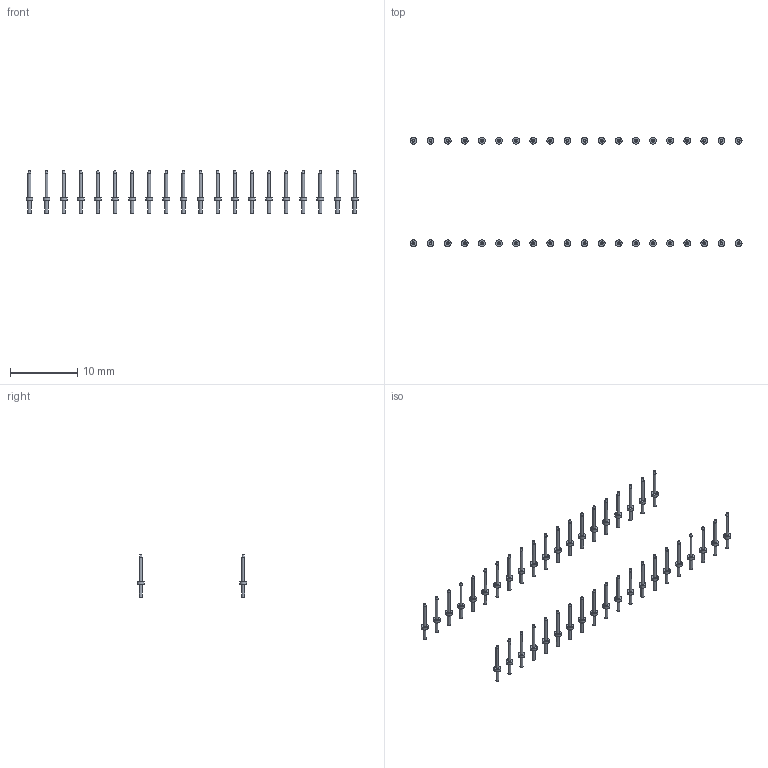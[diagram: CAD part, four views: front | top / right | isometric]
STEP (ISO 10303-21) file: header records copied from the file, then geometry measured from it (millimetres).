
FILE_DESCRIPTION(('FreeCAD Model'),'2;1');
FILE_NAME('Open CASCADE Shape Model','2022-09-06T06:34:04',(''),(''), 'Open CASCADE STEP processor 7.5','FreeCAD','Unknown');
FILE_SCHEMA(('AUTOMOTIVE_DESIGN { 1 0 10303 214 1 1 1 1 }'));
Length unit declared in the file: millimetre
Products named in the file (1): Group042
Bounding box: 49.28 x 16.26 x 6.3 mm (x, y, z)
Volume: 49.6 mm3; surface area: 440.7 mm2
Topology: 40 solids, 40 shells, 320 faces, 440 edges, 280 vertices
Faces by surface type: plane 160, cylinder 120, cone 40
Full cylindrical faces by diameter (mm): 0.432 x40, 0.483 x40, 1.016 x40
Entity records: 7099 total; most frequent: DIRECTION 1362, CARTESIAN_POINT 1041, ORIENTED_EDGE 880, AXIS2_PLACEMENT_3D 601, EDGE_CURVE 440, FACE_BOUND 400, EDGE_LOOP 400, ADVANCED_FACE 320
